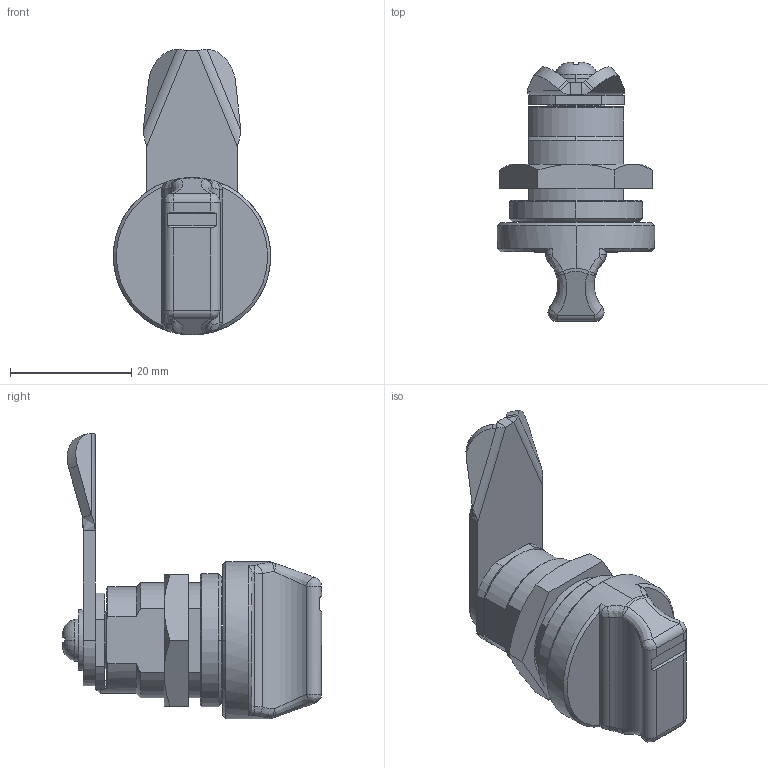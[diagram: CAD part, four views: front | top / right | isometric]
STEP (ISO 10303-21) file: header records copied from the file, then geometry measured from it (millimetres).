
FILE_DESCRIPTION (( 'STEP AP214' ), '1' );
FILE_NAME ('TL_433_2R.STEP', '2019-08-27T00:39:24', ( '' ), ( '' ), 'SwSTEP 2.0', 'SolidWorks 2015', '' );
FILE_SCHEMA (( 'AUTOMOTIVE_DESIGN' ));
Length unit declared in the file: millimetre
Products named in the file (15): PC50-prt13; PC50-prt12; PC50-prt11; PC50-prt10; PC50-prt9; PC50-prt8; PC50-prt7; PC50-prt6; FPT11S-MB-ASSY_13; _X2_5E735EA791D1_X0_(_X2_547C3073_X0_4); _X2_53415B577A744ED8304D30BF30C330D430F3306D3058_X0_(_X2_547C3073_X0_4); _X2_516D89D230CA30C330C8_X0_(M19); _X2_89D25EA6898F523630AB30E0_X0_; _X2_672C4F53_X0_; TL_433_2R
Assembly tree (14 placements, depth 2):
  TL_433_2R
    _X2_672C4F53_X0_
    _X2_89D25EA6898F523630AB30E0_X0_
    _X2_516D89D230CA30C330C8_X0_(M19)
    _X2_53415B577A744ED8304D30BF30C330D430F3306D3058_X0_(_X2_547C3073_X0_4)
    _X2_5E735EA791D1_X0_(_X2_547C3073_X0_4)
    FPT11S-MB-ASSY_13
    PC50-prt6
    PC50-prt7
    PC50-prt8
    PC50-prt9
    PC50-prt10
    PC50-prt11
    PC50-prt12
    PC50-prt13
Bounding box: 26 x 42.8 x 47.23 mm (x, y, z)
Volume: 9676 mm3; surface area: 7224 mm2
Topology: 5 solids, 14 shells, 240 faces, 611 edges, 399 vertices
Faces by surface type: plane 94, cylinder 78, bspline 41, cone 25, torus 2
Entity records: 11196 total; most frequent: CARTESIAN_POINT 2505, ORIENTED_EDGE 1174, DIRECTION 1104, EDGE_CURVE 611, AXIS2_PLACEMENT_3D 411, VERTEX_POINT 399, VECTOR 282, LINE 282
